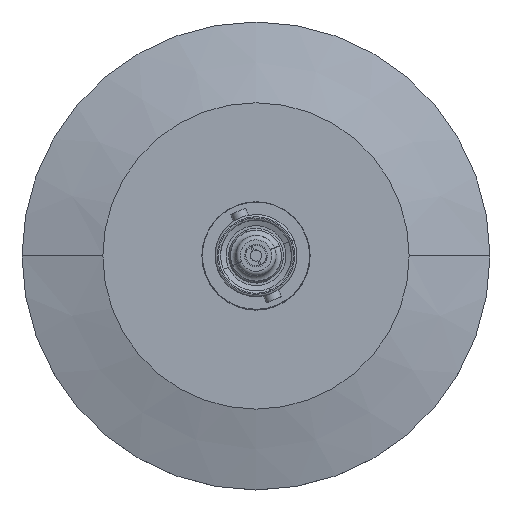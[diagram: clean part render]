
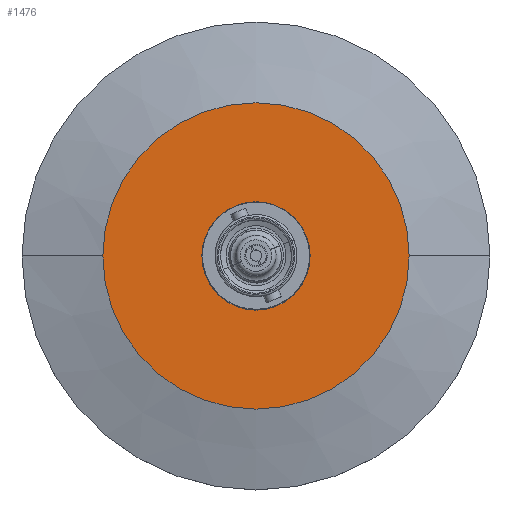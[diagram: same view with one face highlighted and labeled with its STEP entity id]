
A CAD part, top view. The second image highlights one B-rep face of the part: STEP entity #1476.
In plain terms, the highlighted planar face has unit normal (0, 0, 1).
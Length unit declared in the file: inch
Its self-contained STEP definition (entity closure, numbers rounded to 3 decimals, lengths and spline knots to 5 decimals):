
#9 = CIRCLE ( 'NONE', #169, 0.25 ) ;
#169 = AXIS2_PLACEMENT_3D ( 'NONE', #1952, #1951, #1950 ) ;
#170 = AXIS2_PLACEMENT_3D ( 'NONE', #1252, #1264, #1243 ) ;
#268 = EDGE_CURVE ( 'NONE', #1084, #1004, #980, .T. ) ;
#325 = AXIS2_PLACEMENT_3D ( 'NONE', #1508, #1507, #1506 ) ;
#349 = EDGE_CURVE ( 'NONE', #1004, #1084, #851, .T. ) ;
#388 = EDGE_CURVE ( 'NONE', #954, #994, #861, .T. ) ;
#422 = EDGE_CURVE ( 'NONE', #994, #954, #9, .T. ) ;
#578 = CARTESIAN_POINT ( 'NONE',  ( 0., 0., 0.2 ) ) ;
#608 = DIRECTION ( 'NONE',  ( 1., 0., 0. ) ) ;
#629 = CARTESIAN_POINT ( 'NONE',  ( 0., 0., 0.2 ) ) ;
#637 = DIRECTION ( 'NONE',  ( 0., 0., 1. ) ) ;
#851 = CIRCLE ( 'NONE', #3182, 0.707 ) ;
#861 = CIRCLE ( 'NONE', #3200, 0.25 ) ;
#954 = VERTEX_POINT ( 'NONE', #1431 ) ;
#980 = CIRCLE ( 'NONE', #325, 0.707 ) ;
#994 = VERTEX_POINT ( 'NONE', #1410 ) ;
#1004 = VERTEX_POINT ( 'NONE', #1347 ) ;
#1084 = VERTEX_POINT ( 'NONE', #1397 ) ;
#1150 = ORIENTED_EDGE ( 'NONE', *, *, #422, .F. ) ;
#1159 = ORIENTED_EDGE ( 'NONE', *, *, #388, .F. ) ;
#1176 = ORIENTED_EDGE ( 'NONE', *, *, #268, .T. ) ;
#1243 = DIRECTION ( 'NONE',  ( 1., 0., 0. ) ) ;
#1252 = CARTESIAN_POINT ( 'NONE',  ( 0., 0., 0.2 ) ) ;
#1264 = DIRECTION ( 'NONE',  ( 0., 0., 1. ) ) ;
#1266 = PLANE ( 'NONE',  #170 ) ;
#1347 = CARTESIAN_POINT ( 'NONE',  ( 0.707, 0., 0.2 ) ) ;
#1397 = CARTESIAN_POINT ( 'NONE',  ( -0.707, 0., 0.2 ) ) ;
#1410 = CARTESIAN_POINT ( 'NONE',  ( -0.25, 0., 0.2 ) ) ;
#1431 = CARTESIAN_POINT ( 'NONE',  ( 0.25, 0., 0.2 ) ) ;
#1476 = ADVANCED_FACE ( 'NONE', ( #1770, #1746 ), #1266, .T. ) ;
#1506 = DIRECTION ( 'NONE',  ( 1., 0., 0. ) ) ;
#1507 = DIRECTION ( 'NONE',  ( 0., 0., 1. ) ) ;
#1508 = CARTESIAN_POINT ( 'NONE',  ( 0., 0., 0.2 ) ) ;
#1746 = FACE_OUTER_BOUND ( 'NONE', #2239, .T. ) ;
#1770 = FACE_BOUND ( 'NONE', #2203, .T. ) ;
#1950 = DIRECTION ( 'NONE',  ( 1., 0., 0. ) ) ;
#1951 = DIRECTION ( 'NONE',  ( 0., 0., 1. ) ) ;
#1952 = CARTESIAN_POINT ( 'NONE',  ( 0., 0., 0.2 ) ) ;
#2203 = EDGE_LOOP ( 'NONE', ( #1159, #1150 ) ) ;
#2231 = ORIENTED_EDGE ( 'NONE', *, *, #349, .T. ) ;
#2239 = EDGE_LOOP ( 'NONE', ( #1176, #2231 ) ) ;
#2843 = DIRECTION ( 'NONE',  ( 0., 0., 1. ) ) ;
#3182 = AXIS2_PLACEMENT_3D ( 'NONE', #578, #2843, #3320 ) ;
#3200 = AXIS2_PLACEMENT_3D ( 'NONE', #629, #637, #608 ) ;
#3320 = DIRECTION ( 'NONE',  ( 1., 0., 0. ) ) ;
